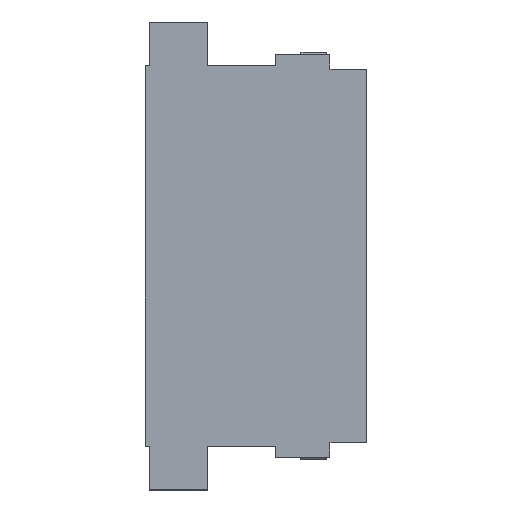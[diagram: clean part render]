
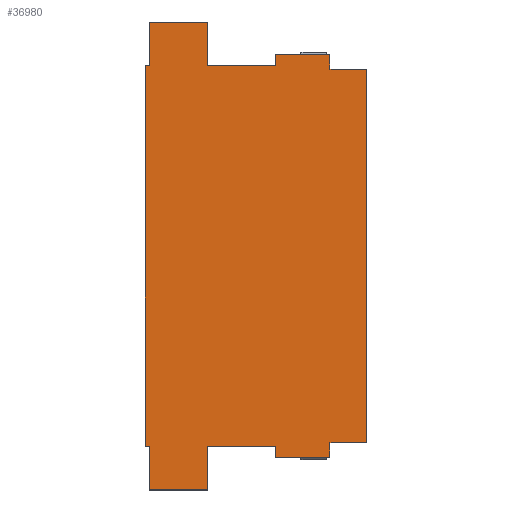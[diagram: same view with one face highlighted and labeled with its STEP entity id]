
A CAD part, top view. The second image highlights one B-rep face of the part: STEP entity #36980.
In plain terms, the highlighted planar face has unit normal (0, 0, 1).
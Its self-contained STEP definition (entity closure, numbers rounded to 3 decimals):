
#4270=CARTESIAN_POINT('',(20.195,-20.7,
4.55));
#4280=VERTEX_POINT('',#4270);
#4310=CARTESIAN_POINT('',(19.945,-20.7,
4.55));
#4320=DIRECTION('',(1.,0.,0.));
#4330=VECTOR('',#4320,1.);
#4340=LINE('',#4310,#4330);
#4350=CARTESIAN_POINT('',(21.685,-20.7,
4.55));
#4360=VERTEX_POINT('',#4350);
#4370=EDGE_CURVE('',#4280,#4360,#4340,.T.);
#10950=CARTESIAN_POINT('',(21.685,-20.3,
4.55));
#10960=VERTEX_POINT('',#10950);
#10990=CARTESIAN_POINT('',(19.945,-20.3,
4.55));
#11000=DIRECTION('',(1.,0.,0.));
#11010=VECTOR('',#11000,1.);
#11020=LINE('',#10990,#11010);
#11030=CARTESIAN_POINT('',(22.695,-20.3,
4.55));
#11040=VERTEX_POINT('',#11030);
#11050=EDGE_CURVE('',#10960,#11040,#11020,.T.);
#13750=CARTESIAN_POINT('',(20.195,-20.645,
4.55));
#13760=DIRECTION('',(0.,-1.,0.));
#13770=VECTOR('',#13760,1.);
#13780=LINE('',#13750,#13770);
#13790=CARTESIAN_POINT('',(20.195,-20.395,
4.55));
#13800=VERTEX_POINT('',#13790);
#13810=EDGE_CURVE('',#13800,#4280,#13780,.T.);
#14840=CARTESIAN_POINT('',(16.695,-20.645,
4.55));
#14850=DIRECTION('',(0.,1.,0.));
#14860=VECTOR('',#14850,1.);
#14870=LINE('',#14840,#14860);
#14880=CARTESIAN_POINT('',(16.695,-21.6,
4.55));
#14890=VERTEX_POINT('',#14880);
#14900=CARTESIAN_POINT('',(16.695,-20.395,
4.55));
#14910=VERTEX_POINT('',#14900);
#14920=EDGE_CURVE('',#14890,#14910,#14870,.T.);
#15790=CARTESIAN_POINT('',(19.945,-21.6,
4.55));
#15800=DIRECTION('',(1.,0.,0.));
#15810=VECTOR('',#15800,1.);
#15820=LINE('',#15790,#15810);
#15830=CARTESIAN_POINT('',(18.295,-21.6,
4.55));
#15840=VERTEX_POINT('',#15830);
#15850=EDGE_CURVE('',#14890,#15840,#15820,.T.);
#20940=CARTESIAN_POINT('',(18.295,-20.645,
4.55));
#20950=DIRECTION('',(0.,1.,0.));
#20960=VECTOR('',#20950,1.);
#20970=LINE('',#20940,#20960);
#20980=CARTESIAN_POINT('',(18.295,-20.395,
4.55));
#20990=VERTEX_POINT('',#20980);
#21000=EDGE_CURVE('',#15840,#20990,#20970,.T.);
#25970=CARTESIAN_POINT('',(16.595,-20.395,
4.55));
#25980=VERTEX_POINT('',#25970);
#26010=CARTESIAN_POINT('',(19.945,-20.395,
4.55));
#26020=DIRECTION('',(1.,0.,0.));
#26030=VECTOR('',#26020,1.);
#26040=LINE('',#26010,#26030);
#26050=EDGE_CURVE('',#25980,#14910,#26040,.T.);
#26100=CARTESIAN_POINT('',(19.945,-20.395,
4.55));
#26110=DIRECTION('',(-1.,0.,0.));
#26120=VECTOR('',#26110,1.);
#26130=LINE('',#26100,#26120);
#26140=EDGE_CURVE('',#13800,#20990,#26130,.T.);
#32440=CARTESIAN_POINT('',(16.595,-9.905,
4.55));
#32450=VERTEX_POINT('',#32440);
#32480=CARTESIAN_POINT('',(16.595,-20.645,
4.55));
#32490=DIRECTION('',(0.,-1.,0.));
#32500=VECTOR('',#32490,1.);
#32510=LINE('',#32480,#32500);
#32520=EDGE_CURVE('',#32450,#25980,#32510,.T.);
#35870=CARTESIAN_POINT('',(22.695,-20.645,
4.55));
#35880=DIRECTION('',(0.,1.,0.));
#35890=VECTOR('',#35880,1.);
#35900=LINE('',#35870,#35890);
#35910=CARTESIAN_POINT('',(22.695,-10.,
4.55));
#35920=VERTEX_POINT('',#35910);
#35930=EDGE_CURVE('',#11040,#35920,#35900,.T.);
#36050=CARTESIAN_POINT('',(22.848,-21.923,
4.55));
#36060=DIRECTION('',(0.,0.,1.));
#36070=DIRECTION('',(0.,1.,0.));
#36080=AXIS2_PLACEMENT_3D('',#36050,#36060,#36070);
#36090=PLANE('',#36080);
#36100=ORIENTED_EDGE('',*,*,#11050,.T.);
#36110=CARTESIAN_POINT('',(21.685,-20.645,
4.55));
#36120=DIRECTION('',(0.,1.,0.));
#36130=VECTOR('',#36120,1.);
#36140=LINE('',#36110,#36130);
#36150=EDGE_CURVE('',#4360,#10960,#36140,.T.);
#36160=ORIENTED_EDGE('',*,*,#36150,.T.);
#36170=ORIENTED_EDGE('',*,*,#4370,.T.);
#36180=ORIENTED_EDGE('',*,*,#13810,.T.);
#36190=ORIENTED_EDGE('',*,*,#26140,.F.);
#36200=ORIENTED_EDGE('',*,*,#21000,.T.);
#36210=ORIENTED_EDGE('',*,*,#15850,.T.);
#36220=ORIENTED_EDGE('',*,*,#14920,.F.);
#36230=ORIENTED_EDGE('',*,*,#26050,.T.);
#36240=ORIENTED_EDGE('',*,*,#32520,.T.);
#36250=CARTESIAN_POINT('',(19.945,-9.905,
4.55));
#36260=DIRECTION('',(1.,0.,0.));
#36270=VECTOR('',#36260,1.);
#36280=LINE('',#36250,#36270);
#36290=CARTESIAN_POINT('',(16.695,-9.905,
4.55));
#36300=VERTEX_POINT('',#36290);
#36310=EDGE_CURVE('',#32450,#36300,#36280,.T.);
#36320=ORIENTED_EDGE('',*,*,#36310,.F.);
#36330=CARTESIAN_POINT('',(16.695,-20.645,
4.55));
#36340=DIRECTION('',(0.,1.,0.));
#36350=VECTOR('',#36340,1.);
#36360=LINE('',#36330,#36350);
#36370=CARTESIAN_POINT('',(16.695,-8.7,
4.55));
#36380=VERTEX_POINT('',#36370);
#36390=EDGE_CURVE('',#36300,#36380,#36360,.T.);
#36400=ORIENTED_EDGE('',*,*,#36390,.F.);
#36410=CARTESIAN_POINT('',(19.945,-8.7,
4.55));
#36420=DIRECTION('',(1.,0.,0.));
#36430=VECTOR('',#36420,1.);
#36440=LINE('',#36410,#36430);
#36450=CARTESIAN_POINT('',(18.295,-8.7,
4.55));
#36460=VERTEX_POINT('',#36450);
#36470=EDGE_CURVE('',#36380,#36460,#36440,.T.);
#36480=ORIENTED_EDGE('',*,*,#36470,.F.);
#36490=CARTESIAN_POINT('',(18.295,-20.645,
4.55));
#36500=DIRECTION('',(0.,-1.,0.));
#36510=VECTOR('',#36500,1.);
#36520=LINE('',#36490,#36510);
#36530=CARTESIAN_POINT('',(18.295,-9.905,
4.55));
#36540=VERTEX_POINT('',#36530);
#36550=EDGE_CURVE('',#36460,#36540,#36520,.T.);
#36560=ORIENTED_EDGE('',*,*,#36550,.F.);
#36570=CARTESIAN_POINT('',(19.945,-9.905,
4.55));
#36580=DIRECTION('',(-1.,0.,0.));
#36590=VECTOR('',#36580,1.);
#36600=LINE('',#36570,#36590);
#36610=CARTESIAN_POINT('',(20.195,-9.905,
4.55));
#36620=VERTEX_POINT('',#36610);
#36630=EDGE_CURVE('',#36620,#36540,#36600,.T.);
#36640=ORIENTED_EDGE('',*,*,#36630,.T.);
#36650=CARTESIAN_POINT('',(20.195,-20.645,
4.55));
#36660=DIRECTION('',(0.,1.,0.));
#36670=VECTOR('',#36660,1.);
#36680=LINE('',#36650,#36670);
#36690=CARTESIAN_POINT('',(20.195,-9.6,
4.55));
#36700=VERTEX_POINT('',#36690);
#36710=EDGE_CURVE('',#36620,#36700,#36680,.T.);
#36720=ORIENTED_EDGE('',*,*,#36710,.F.);
#36730=CARTESIAN_POINT('',(19.945,-9.6,
4.55));
#36740=DIRECTION('',(1.,0.,0.));
#36750=VECTOR('',#36740,1.);
#36760=LINE('',#36730,#36750);
#36770=CARTESIAN_POINT('',(21.685,-9.6,
4.55));
#36780=VERTEX_POINT('',#36770);
#36790=EDGE_CURVE('',#36700,#36780,#36760,.T.);
#36800=ORIENTED_EDGE('',*,*,#36790,.F.);
#36810=CARTESIAN_POINT('',(21.685,-20.645,
4.55));
#36820=DIRECTION('',(0.,1.,0.));
#36830=VECTOR('',#36820,1.);
#36840=LINE('',#36810,#36830);
#36850=CARTESIAN_POINT('',(21.685,-10.,
4.55));
#36860=VERTEX_POINT('',#36850);
#36870=EDGE_CURVE('',#36860,#36780,#36840,.T.);
#36880=ORIENTED_EDGE('',*,*,#36870,.T.);
#36890=CARTESIAN_POINT('',(19.945,-10.,
4.55));
#36900=DIRECTION('',(1.,0.,0.));
#36910=VECTOR('',#36900,1.);
#36920=LINE('',#36890,#36910);
#36930=EDGE_CURVE('',#36860,#35920,#36920,.T.);
#36940=ORIENTED_EDGE('',*,*,#36930,.F.);
#36950=ORIENTED_EDGE('',*,*,#35930,.T.);
#36960=EDGE_LOOP('',(#36950,#36940,#36880,#36800,#36720,#36640,#36560,
#36480,#36400,#36320,#36240,#36230,#36220,#36210,#36200,#36190,#36180,
#36170,#36160,#36100));
#36970=FACE_OUTER_BOUND('',#36960,.T.);
#36980=ADVANCED_FACE('',(#36970),#36090,.T.);
